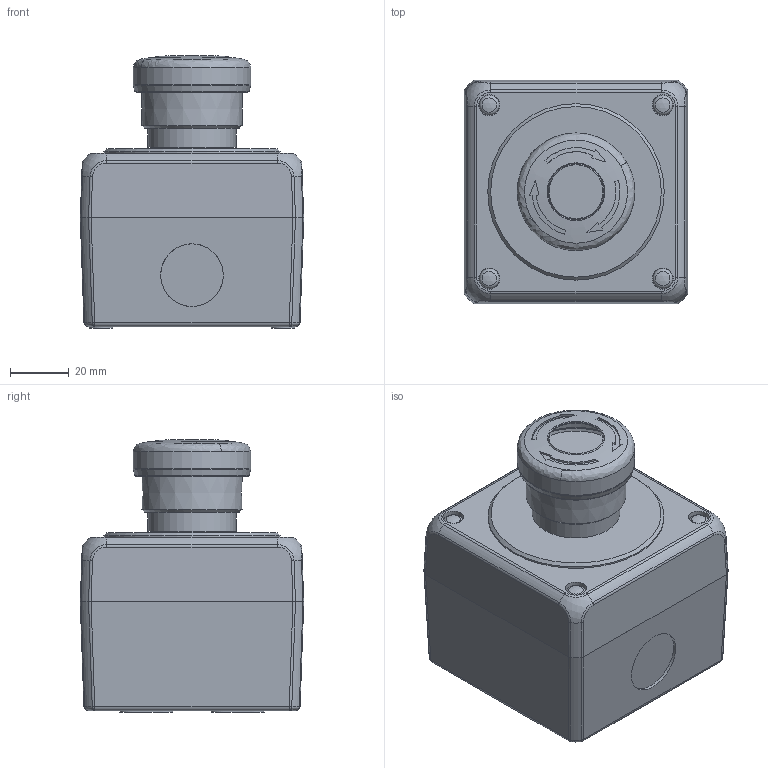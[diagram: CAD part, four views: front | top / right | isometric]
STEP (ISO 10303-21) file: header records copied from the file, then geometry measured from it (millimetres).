
FILE_DESCRIPTION (( 'STEP AP203' ), '1' );
FILE_NAME ('FB1W-XW1E-BV4xxMRH-Y1_rev0.1.STEP', '2021-09-30T02:59:43', ( '' ), ( '' ), 'SwSTEP 2.0', 'SolidWorks 2019', '' );
FILE_SCHEMA (( 'CONFIG_CONTROL_DESIGN' ));
Length unit declared in the file: millimetre
Products named in the file (11): XW-BODY-V; XW-HANDLE-[B][L]V; FB1W-COVER_SCW_rev0.0; XW1E-BV4xxM$; FB1W-XW1E-BV4xxMRH-Y1_rev0.1; FB1W-111$_rev0.0; XW9Z-VL2M; FB1-BASE_rev0.0; HWAV-$(-Y)(-W)_rev1.0; XW-CxxM; HW-LOCK-NUT
Assembly tree (10 placements, depth 3):
  FB1W-XW1E-BV4xxMRH-Y1_rev0.1
    FB1W-111$_rev0.0
      FB1-BASE_rev0.0
      FB1W-COVER_SCW_rev0.0
    HWAV-$(-Y)(-W)_rev1.0
    XW1E-BV4xxM$
      XW-BODY-V
      XW-HANDLE-[B][L]V
      HW-LOCK-NUT
      XW-CxxM
      XW9Z-VL2M
Bounding box: 76 x 76 x 92.58 mm (x, y, z)
Volume: 198855.3 mm3; surface area: 80058.5 mm2
Topology: 8 solids, 8 shells, 1511 faces, 3912 edges, 2382 vertices
Faces by surface type: plane 675, cylinder 500, bspline 245, cone 47, torus 36, sphere 8
Full cylindrical faces by diameter (mm): 3.6 x8, 4.6 x10, 5.5 x8, 6.4 x10, 7.2 x4, 20.4 x1, 21.3 x2, 22 x2, 25.2 x1, 27 x1, 28 x1, 28.4 x1, 30 x1, 31 x1, 40 x1, 60 x1
Entity records: 54978 total; most frequent: CARTESIAN_POINT 19712, ORIENTED_EDGE 7484, DIRECTION 6509, EDGE_CURVE 3742, VERTEX_POINT 2346, VECTOR 2293, LINE 2293, AXIS2_PLACEMENT_3D 2108
